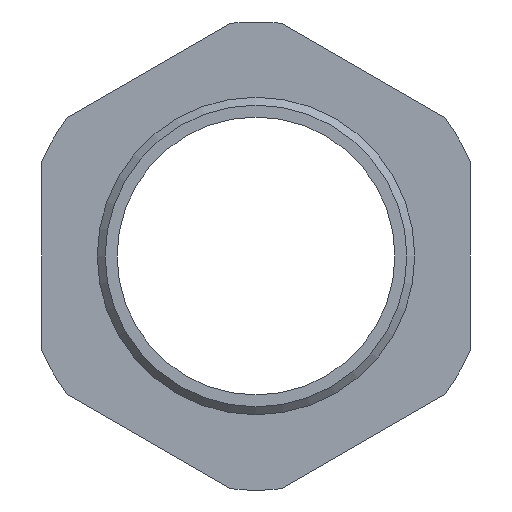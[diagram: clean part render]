
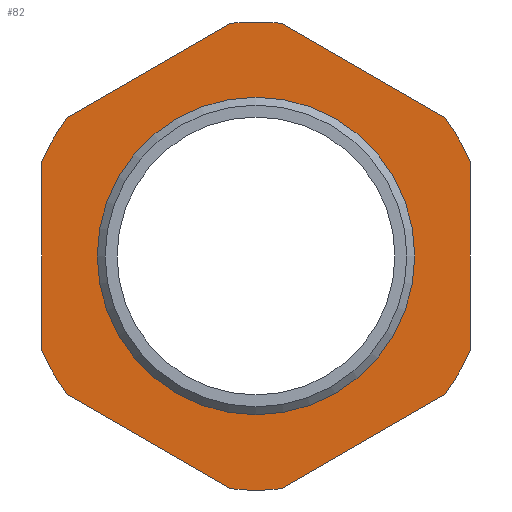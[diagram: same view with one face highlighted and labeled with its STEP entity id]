
A CAD part, front view. The second image highlights one B-rep face of the part: STEP entity #82.
In plain terms, the highlighted planar face has unit normal (0, -1, 0).
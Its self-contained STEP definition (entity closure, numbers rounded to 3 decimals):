
#82 = ADVANCED_FACE( '', ( #123, #124 ), #125, .T. );
#123 = FACE_OUTER_BOUND( '', #198, .T. );
#124 = FACE_BOUND( '', #199, .T. );
#125 = PLANE( '', #200 );
#198 = EDGE_LOOP( '', ( #307, #308, #309, #310, #311, #312, #313, #314, #315, #316, #317, #318 ) );
#199 = EDGE_LOOP( '', ( #319 ) );
#200 = AXIS2_PLACEMENT_3D( '', #320, #321, #322 );
#307 = ORIENTED_EDGE( '', *, *, #471, .F. );
#308 = ORIENTED_EDGE( '', *, *, #472, .T. );
#309 = ORIENTED_EDGE( '', *, *, #473, .F. );
#310 = ORIENTED_EDGE( '', *, *, #474, .T. );
#311 = ORIENTED_EDGE( '', *, *, #475, .F. );
#312 = ORIENTED_EDGE( '', *, *, #451, .T. );
#313 = ORIENTED_EDGE( '', *, *, #476, .F. );
#314 = ORIENTED_EDGE( '', *, *, #457, .T. );
#315 = ORIENTED_EDGE( '', *, *, #477, .F. );
#316 = ORIENTED_EDGE( '', *, *, #478, .T. );
#317 = ORIENTED_EDGE( '', *, *, #479, .F. );
#318 = ORIENTED_EDGE( '', *, *, #461, .T. );
#319 = ORIENTED_EDGE( '', *, *, #480, .F. );
#320 = CARTESIAN_POINT( '', ( 19.08, -3.5, 0. ) );
#321 = DIRECTION( '', ( 0., -1., 0. ) );
#322 = DIRECTION( '', ( 0., 0., -1. ) );
#451 = EDGE_CURVE( '', #509, #506, #510, .T. );
#457 = EDGE_CURVE( '', #515, #519, #521, .T. );
#461 = EDGE_CURVE( '', #523, #527, #529, .T. );
#471 = EDGE_CURVE( '', #545, #527, #546, .T. );
#472 = EDGE_CURVE( '', #545, #547, #548, .T. );
#473 = EDGE_CURVE( '', #549, #547, #550, .T. );
#474 = EDGE_CURVE( '', #549, #551, #552, .T. );
#475 = EDGE_CURVE( '', #509, #551, #553, .T. );
#476 = EDGE_CURVE( '', #515, #506, #554, .T. );
#477 = EDGE_CURVE( '', #555, #519, #556, .T. );
#478 = EDGE_CURVE( '', #555, #557, #558, .T. );
#479 = EDGE_CURVE( '', #523, #557, #559, .T. );
#480 = EDGE_CURVE( '', #560, #560, #561, .T. );
#506 = VERTEX_POINT( '', #598 );
#509 = VERTEX_POINT( '', #602 );
#510 = CIRCLE( '', #603, 29.5 );
#515 = VERTEX_POINT( '', #609 );
#519 = VERTEX_POINT( '', #614 );
#521 = CIRCLE( '', #617, 29.5 );
#523 = VERTEX_POINT( '', #619 );
#527 = VERTEX_POINT( '', #624 );
#529 = CIRCLE( '', #627, 29.5 );
#545 = VERTEX_POINT( '', #649 );
#546 = LINE( '', #650, #651 );
#547 = VERTEX_POINT( '', #652 );
#548 = CIRCLE( '', #653, 29.5 );
#549 = VERTEX_POINT( '', #654 );
#550 = LINE( '', #655, #656 );
#551 = VERTEX_POINT( '', #657 );
#552 = CIRCLE( '', #658, 29.5 );
#553 = LINE( '', #659, #660 );
#554 = LINE( '', #661, #662 );
#555 = VERTEX_POINT( '', #663 );
#556 = LINE( '', #664, #665 );
#557 = VERTEX_POINT( '', #666 );
#558 = CIRCLE( '', #667, 29.5 );
#559 = LINE( '', #668, #669 );
#560 = VERTEX_POINT( '', #670 );
#561 = CIRCLE( '', #671, 19.08 );
#598 = CARTESIAN_POINT( '', ( -27., -3.5, 11.885 ) );
#602 = CARTESIAN_POINT( '', ( -23.793, -3.5, 17.44 ) );
#603 = AXIS2_PLACEMENT_3D( '', #719, #720, #721 );
#609 = CARTESIAN_POINT( '', ( -27., -3.5, -11.885 ) );
#614 = CARTESIAN_POINT( '', ( -23.793, -3.5, -17.44 ) );
#617 = AXIS2_PLACEMENT_3D( '', #731, #732, #733 );
#619 = CARTESIAN_POINT( '', ( 23.793, -3.5, -17.44 ) );
#624 = CARTESIAN_POINT( '', ( 27., -3.5, -11.885 ) );
#627 = AXIS2_PLACEMENT_3D( '', #739, #740, #741 );
#649 = CARTESIAN_POINT( '', ( 27., -3.5, 11.885 ) );
#650 = CARTESIAN_POINT( '', ( 27., -3.5, 15.588 ) );
#651 = VECTOR( '', #757, 1000. );
#652 = CARTESIAN_POINT( '', ( 23.793, -3.5, 17.44 ) );
#653 = AXIS2_PLACEMENT_3D( '', #758, #759, #760 );
#654 = CARTESIAN_POINT( '', ( 3.207, -3.5, 29.325 ) );
#655 = CARTESIAN_POINT( '', ( 0., -3.5, 31.177 ) );
#656 = VECTOR( '', #761, 1000. );
#657 = CARTESIAN_POINT( '', ( -3.207, -3.5, 29.325 ) );
#658 = AXIS2_PLACEMENT_3D( '', #762, #763, #764 );
#659 = CARTESIAN_POINT( '', ( -27., -3.5, 15.588 ) );
#660 = VECTOR( '', #765, 1000. );
#661 = CARTESIAN_POINT( '', ( -27., -3.5, -15.588 ) );
#662 = VECTOR( '', #766, 1000. );
#663 = CARTESIAN_POINT( '', ( -3.207, -3.5, -29.325 ) );
#664 = CARTESIAN_POINT( '', ( 0., -3.5, -31.177 ) );
#665 = VECTOR( '', #767, 1000. );
#666 = CARTESIAN_POINT( '', ( 3.207, -3.5, -29.325 ) );
#667 = AXIS2_PLACEMENT_3D( '', #768, #769, #770 );
#668 = CARTESIAN_POINT( '', ( 27., -3.5, -15.588 ) );
#669 = VECTOR( '', #771, 1000. );
#670 = CARTESIAN_POINT( '', ( 0., -3.5, -19.08 ) );
#671 = AXIS2_PLACEMENT_3D( '', #772, #773, #774 );
#719 = CARTESIAN_POINT( '', ( 0., -3.5, 0. ) );
#720 = DIRECTION( '', ( 0., -1., 0. ) );
#721 = DIRECTION( '', ( 0., 0., -1. ) );
#731 = CARTESIAN_POINT( '', ( 0., -3.5, 0. ) );
#732 = DIRECTION( '', ( 0., -1., 0. ) );
#733 = DIRECTION( '', ( 0., 0., -1. ) );
#739 = CARTESIAN_POINT( '', ( 0., -3.5, 0. ) );
#740 = DIRECTION( '', ( 0., -1., 0. ) );
#741 = DIRECTION( '', ( 0., 0., -1. ) );
#757 = DIRECTION( '', ( 0., 0., -1. ) );
#758 = CARTESIAN_POINT( '', ( 0., -3.5, 0. ) );
#759 = DIRECTION( '', ( 0., -1., 0. ) );
#760 = DIRECTION( '', ( 0., 0., -1. ) );
#761 = DIRECTION( '', ( 0.866, 0., -0.5 ) );
#762 = CARTESIAN_POINT( '', ( 0., -3.5, 0. ) );
#763 = DIRECTION( '', ( 0., -1., 0. ) );
#764 = DIRECTION( '', ( 0., 0., -1. ) );
#765 = DIRECTION( '', ( 0.866, 0., 0.5 ) );
#766 = DIRECTION( '', ( 0., 0., 1. ) );
#767 = DIRECTION( '', ( -0.866, 0., 0.5 ) );
#768 = CARTESIAN_POINT( '', ( 0., -3.5, 0. ) );
#769 = DIRECTION( '', ( 0., -1., 0. ) );
#770 = DIRECTION( '', ( 0., 0., -1. ) );
#771 = DIRECTION( '', ( -0.866, 0., -0.5 ) );
#772 = CARTESIAN_POINT( '', ( 0., -3.5, 0. ) );
#773 = DIRECTION( '', ( 0., -1., 0. ) );
#774 = DIRECTION( '', ( 0., 0., -1. ) );
